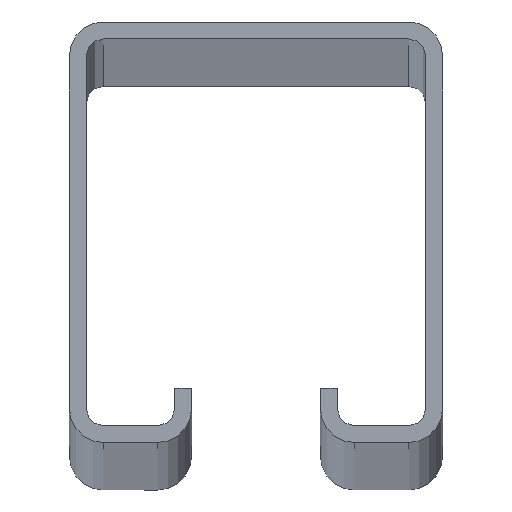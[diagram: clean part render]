
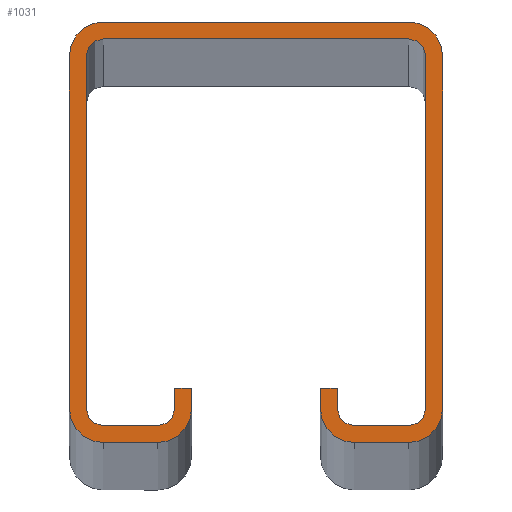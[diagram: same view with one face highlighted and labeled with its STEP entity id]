
A CAD part, top view. The second image highlights one B-rep face of the part: STEP entity #1031.
In plain terms, the highlighted planar face has unit normal (0, 0, 1).
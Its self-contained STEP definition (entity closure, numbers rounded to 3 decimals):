
#317=CARTESIAN_POINT('',(9.5,8.,2000.0));
#318=VERTEX_POINT('',#317);
#319=CARTESIAN_POINT('',(12.0,8.,2000.0));
#320=VERTEX_POINT('',#319);
#321=CARTESIAN_POINT('',(9.5,8.,2000.0));
#322=DIRECTION('',(1.0,0.0,0.0));
#323=VECTOR('',#322,2.5);
#324=LINE('',#321,#323);
#325=EDGE_CURVE('',#318,#320,#324,.T.);
#348=CARTESIAN_POINT('',(12.,5.,2000.0));
#349=VERTEX_POINT('',#348);
#350=CARTESIAN_POINT('',(12.0,8.,2000.0));
#351=DIRECTION('',(0.0,-1.0,0.0));
#352=VECTOR('',#351,3.0);
#353=LINE('',#350,#352);
#354=EDGE_CURVE('',#320,#349,#353,.T.);
#372=CARTESIAN_POINT('',(14.5,2.5,2000.0));
#373=VERTEX_POINT('',#372);
#374=CARTESIAN_POINT('',(14.5,5.,2000.0));
#375=DIRECTION('',(0.0,0.0,1.0));
#376=DIRECTION('',(1.0,0.0,0.0));
#377=AXIS2_PLACEMENT_3D('',#374,#375,#376);
#378=CIRCLE('',#377,2.5);
#379=EDGE_CURVE('',#349,#373,#378,.T.);
#397=CARTESIAN_POINT('',(22.5,2.5,2000.0));
#398=VERTEX_POINT('',#397);
#399=CARTESIAN_POINT('',(14.5,2.5,2000.0));
#400=DIRECTION('',(1.0,0.0,0.0));
#401=VECTOR('',#400,8.);
#402=LINE('',#399,#401);
#403=EDGE_CURVE('',#373,#398,#402,.T.);
#421=CARTESIAN_POINT('',(25.0,5.,2000.0));
#422=VERTEX_POINT('',#421);
#423=CARTESIAN_POINT('',(22.5,5.,2000.0));
#424=DIRECTION('',(0.0,0.0,1.0));
#425=DIRECTION('',(0.0,1.0,0.0));
#426=AXIS2_PLACEMENT_3D('',#423,#424,#425);
#427=CIRCLE('',#426,2.5);
#428=EDGE_CURVE('',#398,#422,#427,.T.);
#446=CARTESIAN_POINT('',(25.,57.,2000.0));
#447=VERTEX_POINT('',#446);
#448=CARTESIAN_POINT('',(25.0,5.,2000.0));
#449=DIRECTION('',(0.0,1.0,0.0));
#450=VECTOR('',#449,52.);
#451=LINE('',#448,#450);
#452=EDGE_CURVE('',#422,#447,#451,.T.);
#470=CARTESIAN_POINT('',(22.5,59.5,2000.0));
#471=VERTEX_POINT('',#470);
#472=CARTESIAN_POINT('',(22.5,57.,2000.0));
#473=DIRECTION('',(0.0,0.0,1.0));
#474=DIRECTION('',(-1.0,0.0,0.0));
#475=AXIS2_PLACEMENT_3D('',#472,#473,#474);
#476=CIRCLE('',#475,2.5);
#477=EDGE_CURVE('',#447,#471,#476,.T.);
#495=CARTESIAN_POINT('',(-22.5,59.5,2000.0));
#496=VERTEX_POINT('',#495);
#497=CARTESIAN_POINT('',(22.5,59.5,2000.0));
#498=DIRECTION('',(-1.0,0.0,0.0));
#499=VECTOR('',#498,45.);
#500=LINE('',#497,#499);
#501=EDGE_CURVE('',#471,#496,#500,.T.);
#519=CARTESIAN_POINT('',(-25.,57.,2000.0));
#520=VERTEX_POINT('',#519);
#521=CARTESIAN_POINT('',(-22.5,57.,2000.0));
#522=DIRECTION('',(0.0,0.0,1.0));
#523=DIRECTION('',(0.0,-1.0,0.0));
#524=AXIS2_PLACEMENT_3D('',#521,#522,#523);
#525=CIRCLE('',#524,2.5);
#526=EDGE_CURVE('',#496,#520,#525,.T.);
#544=CARTESIAN_POINT('',(-25.0,5.,2000.0));
#545=VERTEX_POINT('',#544);
#546=CARTESIAN_POINT('',(-25.,57.,2000.0));
#547=DIRECTION('',(0.0,-1.0,0.0));
#548=VECTOR('',#547,52.);
#549=LINE('',#546,#548);
#550=EDGE_CURVE('',#520,#545,#549,.T.);
#568=CARTESIAN_POINT('',(-22.5,2.5,2000.0));
#569=VERTEX_POINT('',#568);
#570=CARTESIAN_POINT('',(-22.5,5.,2000.0));
#571=DIRECTION('',(0.0,0.0,1.0));
#572=DIRECTION('',(1.0,0.0,0.0));
#573=AXIS2_PLACEMENT_3D('',#570,#571,#572);
#574=CIRCLE('',#573,2.5);
#575=EDGE_CURVE('',#545,#569,#574,.T.);
#593=CARTESIAN_POINT('',(-14.5,2.5,2000.0));
#594=VERTEX_POINT('',#593);
#595=CARTESIAN_POINT('',(-22.5,2.5,2000.0));
#596=DIRECTION('',(1.0,0.0,0.0));
#597=VECTOR('',#596,8.0);
#598=LINE('',#595,#597);
#599=EDGE_CURVE('',#569,#594,#598,.T.);
#617=CARTESIAN_POINT('',(-12.,5.,2000.0));
#618=VERTEX_POINT('',#617);
#619=CARTESIAN_POINT('',(-14.5,5.,2000.0));
#620=DIRECTION('',(0.0,0.0,1.0));
#621=DIRECTION('',(0.0,1.0,0.0));
#622=AXIS2_PLACEMENT_3D('',#619,#620,#621);
#623=CIRCLE('',#622,2.5);
#624=EDGE_CURVE('',#594,#618,#623,.T.);
#642=CARTESIAN_POINT('',(-12.0,8.,2000.0));
#643=VERTEX_POINT('',#642);
#644=CARTESIAN_POINT('',(-12.,5.,2000.0));
#645=DIRECTION('',(0.0,1.0,0.0));
#646=VECTOR('',#645,3.0);
#647=LINE('',#644,#646);
#648=EDGE_CURVE('',#618,#643,#647,.T.);
#666=CARTESIAN_POINT('',(-9.5,8.,2000.0));
#667=VERTEX_POINT('',#666);
#668=CARTESIAN_POINT('',(-12.0,8.,2000.0));
#669=DIRECTION('',(1.0,0.0,0.0));
#670=VECTOR('',#669,2.5);
#671=LINE('',#668,#670);
#672=EDGE_CURVE('',#643,#667,#671,.T.);
#690=CARTESIAN_POINT('',(-9.5,5.,2000.0));
#691=VERTEX_POINT('',#690);
#692=CARTESIAN_POINT('',(-9.5,8.,2000.0));
#693=DIRECTION('',(0.0,-1.0,0.0));
#694=VECTOR('',#693,3.0);
#695=LINE('',#692,#694);
#696=EDGE_CURVE('',#667,#691,#695,.T.);
#714=CARTESIAN_POINT('',(-14.5,0.,2000.0));
#715=VERTEX_POINT('',#714);
#716=CARTESIAN_POINT('',(-14.5,5.,2000.0));
#717=DIRECTION('',(0.0,0.0,-1.0));
#718=DIRECTION('',(0.0,-1.0,0.0));
#719=AXIS2_PLACEMENT_3D('',#716,#717,#718);
#720=CIRCLE('',#719,5.);
#721=EDGE_CURVE('',#691,#715,#720,.T.);
#739=CARTESIAN_POINT('',(-22.5,0.,2000.0));
#740=VERTEX_POINT('',#739);
#741=CARTESIAN_POINT('',(-14.5,0.,2000.0));
#742=DIRECTION('',(-1.0,0.0,0.0));
#743=VECTOR('',#742,8.);
#744=LINE('',#741,#743);
#745=EDGE_CURVE('',#715,#740,#744,.T.);
#763=CARTESIAN_POINT('',(-27.5,5.,2000.0));
#764=VERTEX_POINT('',#763);
#765=CARTESIAN_POINT('',(-22.5,5.,2000.0));
#766=DIRECTION('',(0.0,0.0,-1.0));
#767=DIRECTION('',(-1.0,0.0,0.0));
#768=AXIS2_PLACEMENT_3D('',#765,#766,#767);
#769=CIRCLE('',#768,5.);
#770=EDGE_CURVE('',#740,#764,#769,.T.);
#788=CARTESIAN_POINT('',(-27.5,57.,2000.0));
#789=VERTEX_POINT('',#788);
#790=CARTESIAN_POINT('',(-27.5,5.,2000.0));
#791=DIRECTION('',(0.0,1.0,0.0));
#792=VECTOR('',#791,52.0);
#793=LINE('',#790,#792);
#794=EDGE_CURVE('',#764,#789,#793,.T.);
#812=CARTESIAN_POINT('',(-22.5,62.0,2000.0));
#813=VERTEX_POINT('',#812);
#814=CARTESIAN_POINT('',(-22.5,57.0,2000.0));
#815=DIRECTION('',(0.0,0.0,-1.0));
#816=DIRECTION('',(0.0,1.0,0.0));
#817=AXIS2_PLACEMENT_3D('',#814,#815,#816);
#818=CIRCLE('',#817,5.0);
#819=EDGE_CURVE('',#789,#813,#818,.T.);
#837=CARTESIAN_POINT('',(22.5,62.0,2000.0));
#838=VERTEX_POINT('',#837);
#839=CARTESIAN_POINT('',(-22.5,62.0,2000.0));
#840=DIRECTION('',(1.0,0.0,0.0));
#841=VECTOR('',#840,45.);
#842=LINE('',#839,#841);
#843=EDGE_CURVE('',#813,#838,#842,.T.);
#861=CARTESIAN_POINT('',(27.5,57.,2000.0));
#862=VERTEX_POINT('',#861);
#863=CARTESIAN_POINT('',(22.5,57.0,2000.0));
#864=DIRECTION('',(0.0,0.0,-1.0));
#865=DIRECTION('',(1.0,0.0,0.0));
#866=AXIS2_PLACEMENT_3D('',#863,#864,#865);
#867=CIRCLE('',#866,5.0);
#868=EDGE_CURVE('',#838,#862,#867,.T.);
#886=CARTESIAN_POINT('',(27.5,5.,2000.0));
#887=VERTEX_POINT('',#886);
#888=CARTESIAN_POINT('',(27.5,57.,2000.0));
#889=DIRECTION('',(0.0,-1.0,0.0));
#890=VECTOR('',#889,52.0);
#891=LINE('',#888,#890);
#892=EDGE_CURVE('',#862,#887,#891,.T.);
#910=CARTESIAN_POINT('',(22.5,0.,2000.0));
#911=VERTEX_POINT('',#910);
#912=CARTESIAN_POINT('',(22.5,5.,2000.0));
#913=DIRECTION('',(0.0,0.0,-1.0));
#914=DIRECTION('',(0.0,-1.0,0.0));
#915=AXIS2_PLACEMENT_3D('',#912,#913,#914);
#916=CIRCLE('',#915,5.);
#917=EDGE_CURVE('',#887,#911,#916,.T.);
#935=CARTESIAN_POINT('',(14.5,0.,2000.0));
#936=VERTEX_POINT('',#935);
#937=CARTESIAN_POINT('',(22.5,0.,2000.0));
#938=DIRECTION('',(-1.0,0.0,0.0));
#939=VECTOR('',#938,8.);
#940=LINE('',#937,#939);
#941=EDGE_CURVE('',#911,#936,#940,.T.);
#959=CARTESIAN_POINT('',(9.5,5.,2000.0));
#960=VERTEX_POINT('',#959);
#961=CARTESIAN_POINT('',(14.5,5.,2000.0));
#962=DIRECTION('',(0.0,0.0,-1.0));
#963=DIRECTION('',(-1.0,0.0,0.0));
#964=AXIS2_PLACEMENT_3D('',#961,#962,#963);
#965=CIRCLE('',#964,5.);
#966=EDGE_CURVE('',#936,#960,#965,.T.);
#984=CARTESIAN_POINT('',(9.5,5.,2000.0));
#985=DIRECTION('',(0.0,1.0,0.0));
#986=VECTOR('',#985,3.0);
#987=LINE('',#984,#986);
#988=EDGE_CURVE('',#960,#318,#987,.T.);
#996=CARTESIAN_POINT('',(0.,32.539,2000.0));
#997=DIRECTION('',(0.0,0.0,1.0));
#998=DIRECTION('',(1.0,0.0,0.0));
#999=AXIS2_PLACEMENT_3D('',#996,#997,#998);
#1000=PLANE('',#999);
#1001=ORIENTED_EDGE('',*,*,#325,.F.);
#1002=ORIENTED_EDGE('',*,*,#988,.F.);
#1003=ORIENTED_EDGE('',*,*,#966,.F.);
#1004=ORIENTED_EDGE('',*,*,#941,.F.);
#1005=ORIENTED_EDGE('',*,*,#917,.F.);
#1006=ORIENTED_EDGE('',*,*,#892,.F.);
#1007=ORIENTED_EDGE('',*,*,#868,.F.);
#1008=ORIENTED_EDGE('',*,*,#843,.F.);
#1009=ORIENTED_EDGE('',*,*,#819,.F.);
#1010=ORIENTED_EDGE('',*,*,#794,.F.);
#1011=ORIENTED_EDGE('',*,*,#770,.F.);
#1012=ORIENTED_EDGE('',*,*,#745,.F.);
#1013=ORIENTED_EDGE('',*,*,#721,.F.);
#1014=ORIENTED_EDGE('',*,*,#696,.F.);
#1015=ORIENTED_EDGE('',*,*,#672,.F.);
#1016=ORIENTED_EDGE('',*,*,#648,.F.);
#1017=ORIENTED_EDGE('',*,*,#624,.F.);
#1018=ORIENTED_EDGE('',*,*,#599,.F.);
#1019=ORIENTED_EDGE('',*,*,#575,.F.);
#1020=ORIENTED_EDGE('',*,*,#550,.F.);
#1021=ORIENTED_EDGE('',*,*,#526,.F.);
#1022=ORIENTED_EDGE('',*,*,#501,.F.);
#1023=ORIENTED_EDGE('',*,*,#477,.F.);
#1024=ORIENTED_EDGE('',*,*,#452,.F.);
#1025=ORIENTED_EDGE('',*,*,#428,.F.);
#1026=ORIENTED_EDGE('',*,*,#403,.F.);
#1027=ORIENTED_EDGE('',*,*,#379,.F.);
#1028=ORIENTED_EDGE('',*,*,#354,.F.);
#1029=EDGE_LOOP('',(#1001,#1002,#1003,#1004,#1005,#1006,#1007,#1008,#1009,#1010,#1011,#1012,#1013,#1014,#1015,#1016,#1017,#1018,#1019,#1020,#1021,#1022,#1023,#1024,#1025,#1026,#1027,#1028));
#1030=FACE_OUTER_BOUND('',#1029,.T.);
#1031=ADVANCED_FACE('',(#1030),#1000,.T.);
